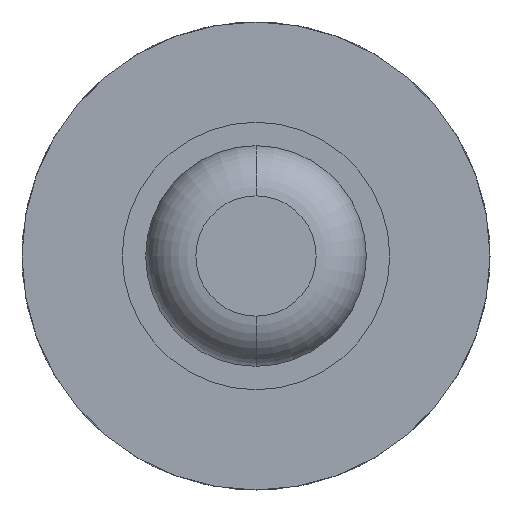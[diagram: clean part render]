
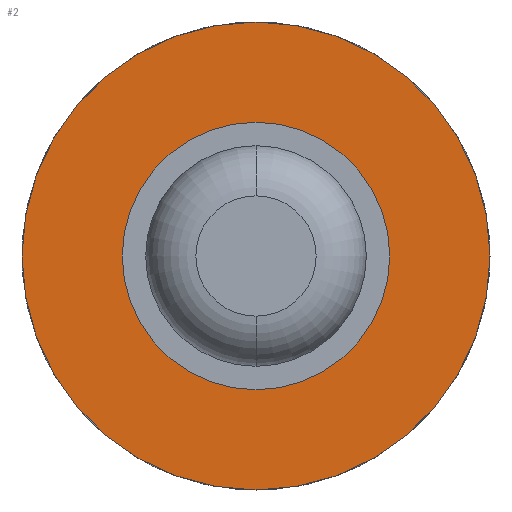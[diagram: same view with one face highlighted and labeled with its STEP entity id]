
A CAD part, front view. The second image highlights one B-rep face of the part: STEP entity #2.
In plain terms, the highlighted planar face has unit normal (0, -1, 0).
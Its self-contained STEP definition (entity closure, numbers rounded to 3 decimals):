
#2 = ADVANCED_FACE ( 'Defeature ausgef�hrt1_21', ( #3943, #3521 ), #956, .T. ) ;
#325 = VERTEX_POINT ( 'NONE', #3843 ) ;
#330 = EDGE_CURVE ( 'Defeature ausgef�hrt1_21+Defeature ausgef�hrt1_22+Defeature ausgef�hrt1_22+Defeature ausgef�hrt1_22', #325, #3838, #5882, .T. ) ;
#698 = EDGE_CURVE ( 'Defeature ausgef�hrt1_0+Defeature ausgef�hrt1_21+Defeature ausgef�hrt1_21+Defeature ausgef�hrt1_21', #1979, #4879, #5445, .T. ) ;
#737 = EDGE_LOOP ( 'NONE', ( #5461, #1719 ) ) ;
#956 = PLANE ( 'NONE',  #1362 ) ;
#973 = DIRECTION ( 'NONE',  ( 0., -1., 0. ) ) ;
#1160 = CARTESIAN_POINT ( 'NONE',  ( 0., 5.3, 0. ) ) ;
#1228 = DIRECTION ( 'NONE',  ( 0., -1., 0. ) ) ;
#1362 = AXIS2_PLACEMENT_3D ( 'NONE', #4204, #4164, #2367 ) ;
#1438 = CIRCLE ( 'NONE', #3663, 0.5 ) ;
#1604 = DIRECTION ( 'NONE',  ( 0., -1., 0. ) ) ;
#1719 = ORIENTED_EDGE ( 'NONE', *, *, #330, .T. ) ;
#1841 = CARTESIAN_POINT ( 'NONE',  ( 0., 5.3, 0. ) ) ;
#1884 = EDGE_CURVE ( 'Defeature ausgef�hrt1_0+Defeature ausgef�hrt1_21+Defeature ausgef�hrt1_21+Defeature ausgef�hrt1_21', #4879, #1979, #1438, .T. ) ;
#1902 = AXIS2_PLACEMENT_3D ( 'NONE', #3953, #1228, #2571 ) ;
#1979 = VERTEX_POINT ( 'NONE', #5619 ) ;
#2061 = EDGE_CURVE ( 'Defeature ausgef�hrt1_21+Defeature ausgef�hrt1_22+Defeature ausgef�hrt1_22+Defeature ausgef�hrt1_22', #3838, #325, #5288, .T. ) ;
#2322 = CARTESIAN_POINT ( 'NONE',  ( 0., 5.3, -0.5 ) ) ;
#2367 = DIRECTION ( 'NONE',  ( 0., 0., -1. ) ) ;
#2468 = AXIS2_PLACEMENT_3D ( 'NONE', #1160, #4393, #4772 ) ;
#2503 = DIRECTION ( 'NONE',  ( 0., 0., -1. ) ) ;
#2571 = DIRECTION ( 'NONE',  ( 0., 0., -1. ) ) ;
#3338 = AXIS2_PLACEMENT_3D ( 'NONE', #3476, #1604, #2503 ) ;
#3476 = CARTESIAN_POINT ( 'NONE',  ( 0., 5.3, 0. ) ) ;
#3521 = FACE_BOUND ( 'NONE', #5318, .T. ) ;
#3663 = AXIS2_PLACEMENT_3D ( 'NONE', #1841, #973, #6015 ) ;
#3838 = VERTEX_POINT ( 'NONE', #5887 ) ;
#3843 = CARTESIAN_POINT ( 'NONE',  ( 0., 5.3, 1.75 ) ) ;
#3943 = FACE_OUTER_BOUND ( 'NONE', #737, .T. ) ;
#3953 = CARTESIAN_POINT ( 'NONE',  ( 0., 5.3, 0. ) ) ;
#4164 = DIRECTION ( 'NONE',  ( 0., -1., 0. ) ) ;
#4204 = CARTESIAN_POINT ( 'NONE',  ( 1.75, 5.3, 0. ) ) ;
#4393 = DIRECTION ( 'NONE',  ( 0., -1., 0. ) ) ;
#4772 = DIRECTION ( 'NONE',  ( 0., 0., -1. ) ) ;
#4879 = VERTEX_POINT ( 'NONE', #2322 ) ;
#4934 = ORIENTED_EDGE ( 'NONE', *, *, #1884, .F. ) ;
#5288 = CIRCLE ( 'NONE', #1902, 1.75 ) ;
#5318 = EDGE_LOOP ( 'NONE', ( #4934, #5516 ) ) ;
#5445 = CIRCLE ( 'NONE', #3338, 0.5 ) ;
#5461 = ORIENTED_EDGE ( 'NONE', *, *, #2061, .T. ) ;
#5516 = ORIENTED_EDGE ( 'NONE', *, *, #698, .F. ) ;
#5619 = CARTESIAN_POINT ( 'NONE',  ( 0., 5.3, 0.5 ) ) ;
#5882 = CIRCLE ( 'NONE', #2468, 1.75 ) ;
#5887 = CARTESIAN_POINT ( 'NONE',  ( 0., 5.3, -1.75 ) ) ;
#6015 = DIRECTION ( 'NONE',  ( 0., 0., -1. ) ) ;
